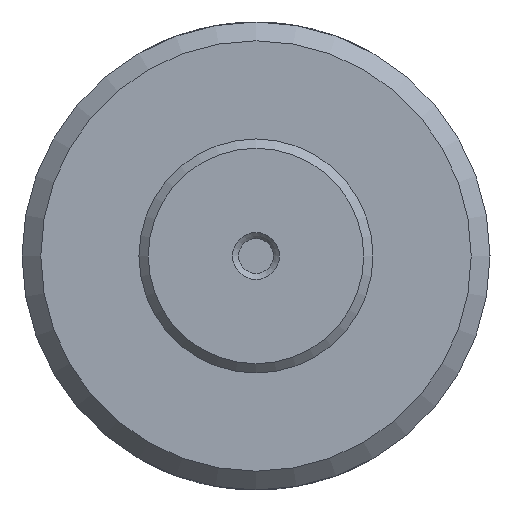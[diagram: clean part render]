
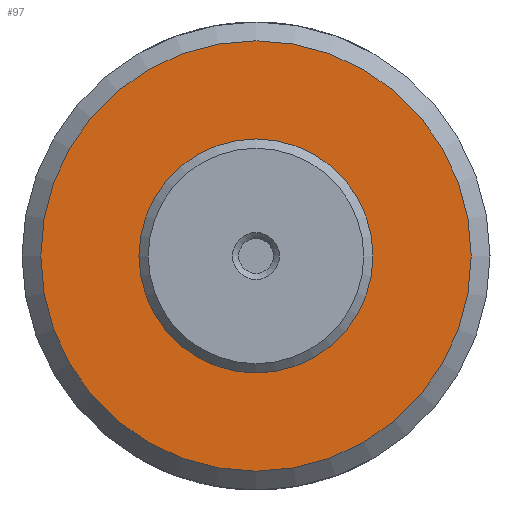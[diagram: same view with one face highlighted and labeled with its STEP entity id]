
A CAD part, left-side view. The second image highlights one B-rep face of the part: STEP entity #97.
In plain terms, the highlighted planar face has unit normal (-1, 0, 0).
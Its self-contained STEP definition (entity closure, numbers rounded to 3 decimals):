
#70=CARTESIAN_POINT('',(0.0,2.92,0.0));
#71=DIRECTION('',(-1.0,0.0,0.0));
#72=DIRECTION('',(0.0,0.0,1.0));
#73=AXIS2_PLACEMENT_3D('',#70,#71,#72);
#74=PLANE('',#73);
#75=CARTESIAN_POINT('',(0.0,5.84,0.0));
#76=VERTEX_POINT('',#75);
#77=CARTESIAN_POINT('',(0.0,0.0,0.0));
#78=DIRECTION('',(1.0,0.0,0.0));
#79=DIRECTION('',(0.0,1.0,0.0));
#80=AXIS2_PLACEMENT_3D('',#77,#78,#79);
#81=CIRCLE('',#80,5.84);
#82=EDGE_CURVE('',#76,#76,#81,.T.);
#83=ORIENTED_EDGE('',*,*,#82,.F.);
#84=EDGE_LOOP('',(#83));
#85=FACE_OUTER_BOUND('',#84,.T.);
#86=CARTESIAN_POINT('',(0.0,-1.75,0.0));
#87=VERTEX_POINT('',#86);
#88=CARTESIAN_POINT('',(0.0,0.0,0.0));
#89=DIRECTION('',(1.0,0.0,0.0));
#90=DIRECTION('',(0.0,-1.0,0.0));
#91=AXIS2_PLACEMENT_3D('',#88,#89,#90);
#92=CIRCLE('',#91,1.75);
#93=EDGE_CURVE('',#87,#87,#92,.T.);
#94=ORIENTED_EDGE('',*,*,#93,.T.);
#95=EDGE_LOOP('',(#94));
#96=FACE_BOUND('',#95,.T.);
#97=ADVANCED_FACE('',(#85,#96),#74,.T.);
